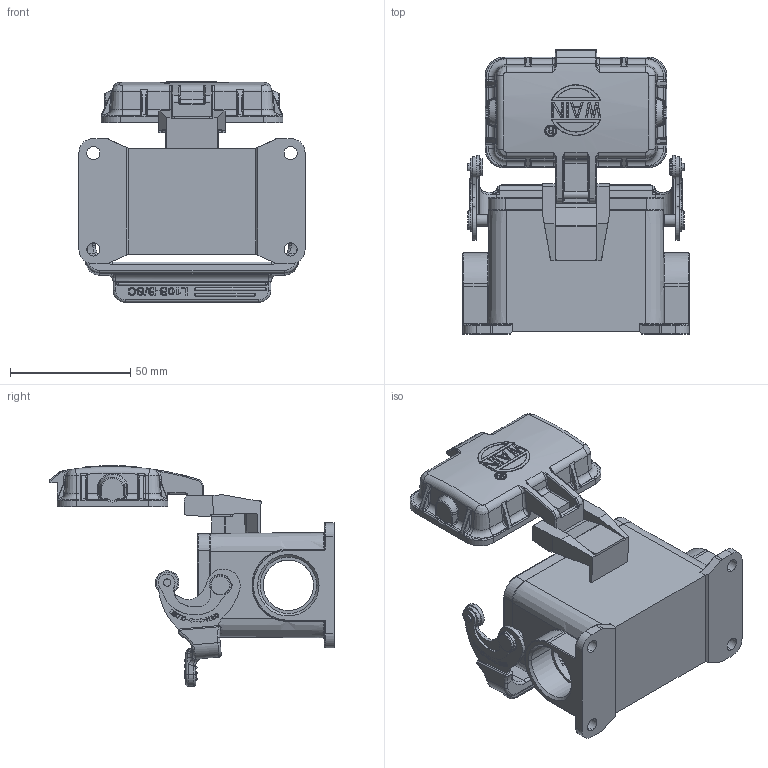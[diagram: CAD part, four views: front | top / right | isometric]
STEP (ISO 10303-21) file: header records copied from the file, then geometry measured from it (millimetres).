
FILE_DESCRIPTION((''),'2;1');
FILE_NAME('PRT0356','2017-09-26T',('dm.li'),(''),'PRO/ENGINEER BY PARAMETRIC TECHNOLOGY CORPORATION, 2012480','PRO/ENGINEER BY PARAMETRIC TECHNOLOGY CORPORATION, 2012480','');
FILE_SCHEMA(('AUTOMOTIVE_DESIGN { 1 0 10303 214 1 1 1 1 }'));
Products named in the file (1): PRT0356
Bounding box: 94 x 118.07 x 91.67 mm (x, y, z)
Volume: 105514.1 mm3; surface area: 62903.8 mm2
Topology: 1 solids, 15 shells, 2115 faces, 5450 edges, 3426 vertices
Faces by surface type: plane 744, cylinder 568, extrusion 304, bspline 225, torus 192, cone 52, sphere 30
Entity records: 80103 total; most frequent: CARTESIAN_POINT 28289, ORIENTED_EDGE 10840, DIRECTION 8756, EDGE_CURVE 5420, VERTEX_POINT 3426, AXIS2_PLACEMENT_3D 2936, VECTOR 2884, LINE 2580
